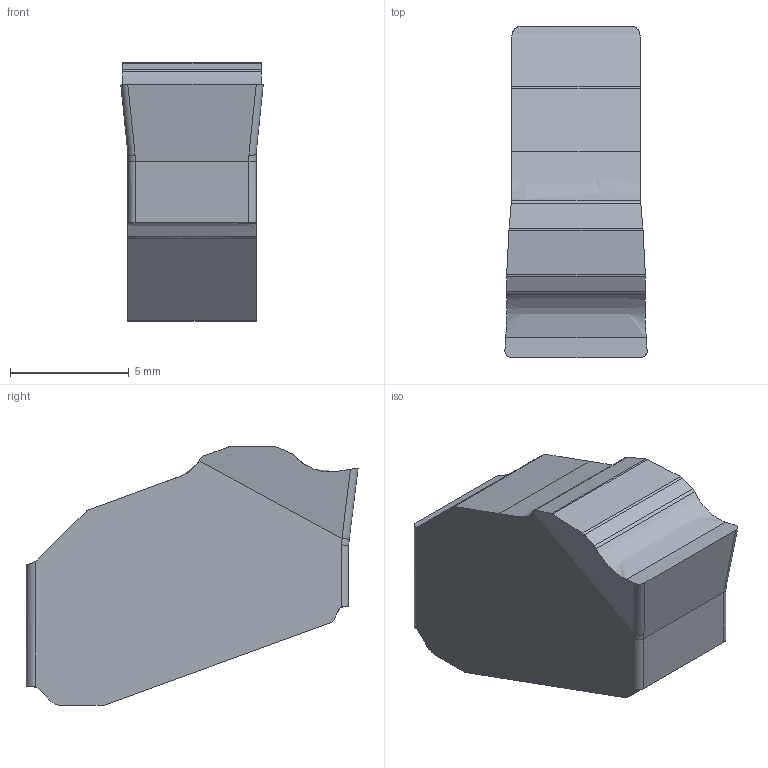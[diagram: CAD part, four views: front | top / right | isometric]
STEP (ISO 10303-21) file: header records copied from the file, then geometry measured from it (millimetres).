
FILE_DESCRIPTION(/* description */ (''),/* implementation_level */ '2;1');
FILE_NAME(/* name */ 'aaa337630_a.stp',/* time_stamp */ '2019-09-26T14:48:28+02:00',/* author */ (''),/* organization */ ('SMS'),/* preprocessor_version */ 'ST-DEVELOPER v16.7',/* originating_system */ 'SIEMENS PLM Software NX 12.0',/* authorisation */ '');
FILE_SCHEMA (('AUTOMOTIVE_DESIGN { 1 0 10303 214 3 1 1 1 }'));
Length unit declared in the file: millimetre
Products named in the file (1): AAA337630_A
Bounding box: 6 x 14 x 10.9 mm (x, y, z)
Volume: 582.6 mm3; surface area: 440.8 mm2
Topology: 1 solids, 1 shells, 38 faces, 107 edges, 73 vertices
Faces by surface type: plane 17, cylinder 16, extrusion 5
Entity records: 1628 total; most frequent: CARTESIAN_POINT 593, ORIENTED_EDGE 212, DIRECTION 194, EDGE_CURVE 106, VERTEX_POINT 70, AXIS2_PLACEMENT_3D 65, VECTOR 64, LINE 59
